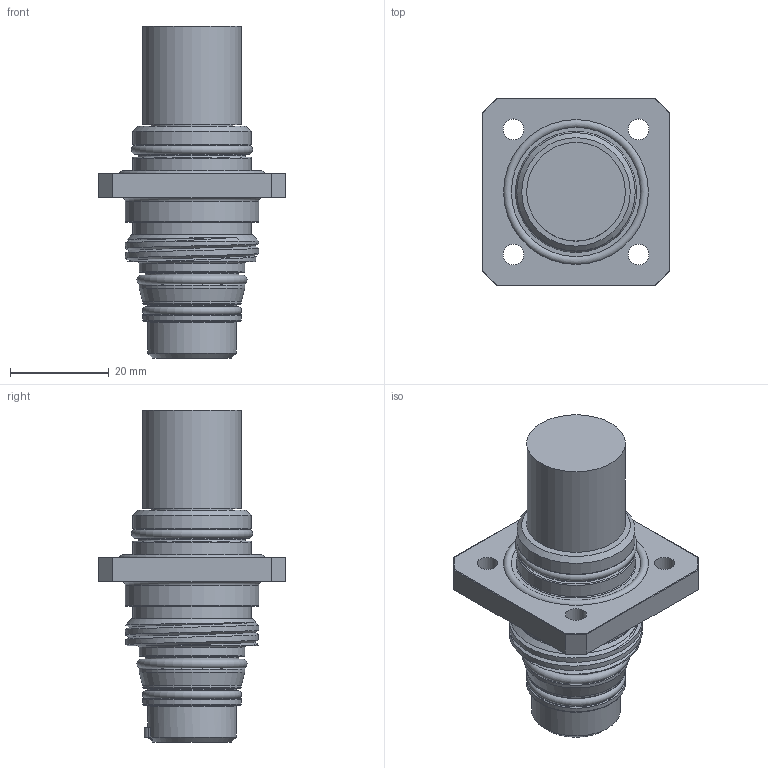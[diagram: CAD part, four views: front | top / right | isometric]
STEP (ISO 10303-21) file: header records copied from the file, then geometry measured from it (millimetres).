
FILE_DESCRIPTION(/* description */ (''),/* implementation_level */ '2;1');
FILE_NAME(/* name */ 'OptoLink FO FCR-A Dry Box.stp',/* time_stamp */ '2015-12-10T15:32:35+01:00',/* author */ ('sh'),/* organization */ (''),/* preprocessor_version */ 'ST-DEVELOPER v15.2',/* originating_system */ 'Autodesk Inventor 2014',/* authorisation */ '');
FILE_SCHEMA (('AUTOMOTIVE_DESIGN { 1 0 10303 214 3 1 1 }'));
Length unit declared in the file: millimetre
Products named in the file (1): OptoLink FO FCR-A Dry Box
Bounding box: 38.1 x 38.1 x 67.32 mm (x, y, z)
Volume: 6.7 mm3; surface area: 18715.7 mm2
Topology: 2 solids, 5 shells, 259 faces, 639 edges, 417 vertices
Faces by surface type: plane 128, bspline 57, cylinder 44, torus 24, cone 6
Full cylindrical faces by diameter (mm): 1.9 x2, 2.7 x4, 4.2 x4, 13.5 x1, 16.8 x1, 18 x1, 18.05 x1, 19 x2, 20 x3, 21.4 x2, 21.6 x1, 24 x3, 27 x1
Entity records: 8256 total; most frequent: CARTESIAN_POINT 2639, ORIENTED_EDGE 1130, DIRECTION 949, EDGE_CURVE 563, VERTEX_POINT 397, EDGE_LOOP 356, LINE 321, VECTOR 321
